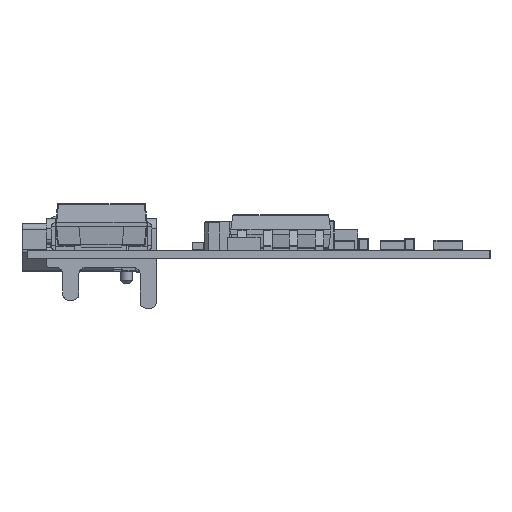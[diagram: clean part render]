
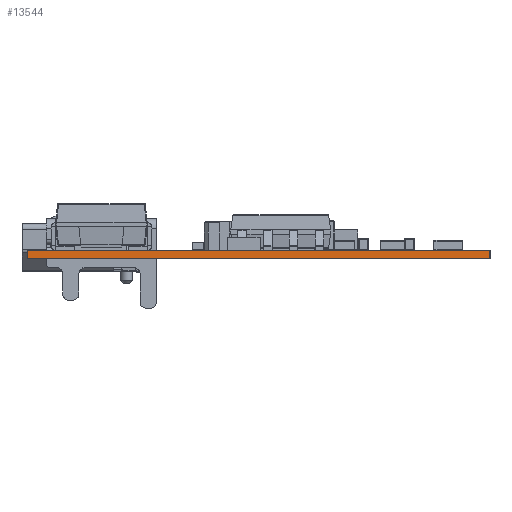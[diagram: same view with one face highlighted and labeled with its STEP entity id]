
A CAD part, left-side view. The second image highlights one B-rep face of the part: STEP entity #13544.
In plain terms, the highlighted planar face has unit normal (-1, 0, 0).
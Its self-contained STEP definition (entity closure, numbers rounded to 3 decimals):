
#13446 = EDGE_CURVE('',#13447,#13449,#13451,.T.);
#13447 = VERTEX_POINT('',#13448);
#13448 = CARTESIAN_POINT('',(78.359,94.234,-0.411));
#13449 = VERTEX_POINT('',#13450);
#13450 = CARTESIAN_POINT('',(78.359,94.234,0.));
#13451 = LINE('',#13452,#13453);
#13452 = CARTESIAN_POINT('',(78.359,94.234,-0.411));
#13453 = VECTOR('',#13454,1.);
#13454 = DIRECTION('',(0.,0.,1.));
#13519 = VERTEX_POINT('',#13520);
#13520 = CARTESIAN_POINT('',(78.359,116.967,0.));
#13526 = EDGE_CURVE('',#13527,#13519,#13529,.T.);
#13527 = VERTEX_POINT('',#13528);
#13528 = CARTESIAN_POINT('',(78.359,116.967,-0.411));
#13529 = LINE('',#13530,#13531);
#13530 = CARTESIAN_POINT('',(78.359,116.967,-0.411));
#13531 = VECTOR('',#13532,1.);
#13532 = DIRECTION('',(0.,0.,1.));
#13544 = ADVANCED_FACE('',(#13545),#13561,.F.);
#13545 = FACE_BOUND('',#13546,.F.);
#13546 = EDGE_LOOP('',(#13547,#13548,#13554,#13555));
#13547 = ORIENTED_EDGE('',*,*,#13526,.T.);
#13548 = ORIENTED_EDGE('',*,*,#13549,.T.);
#13549 = EDGE_CURVE('',#13519,#13449,#13550,.T.);
#13550 = LINE('',#13551,#13552);
#13551 = CARTESIAN_POINT('',(78.359,116.967,0.));
#13552 = VECTOR('',#13553,1.);
#13553 = DIRECTION('',(0.,-1.,0.));
#13554 = ORIENTED_EDGE('',*,*,#13446,.F.);
#13555 = ORIENTED_EDGE('',*,*,#13556,.F.);
#13556 = EDGE_CURVE('',#13527,#13447,#13557,.T.);
#13557 = LINE('',#13558,#13559);
#13558 = CARTESIAN_POINT('',(78.359,116.967,-0.411));
#13559 = VECTOR('',#13560,1.);
#13560 = DIRECTION('',(0.,-1.,0.));
#13561 = PLANE('',#13562);
#13562 = AXIS2_PLACEMENT_3D('',#13563,#13564,#13565);
#13563 = CARTESIAN_POINT('',(78.359,116.967,-0.411));
#13564 = DIRECTION('',(1.,0.,0.));
#13565 = DIRECTION('',(0.,-1.,0.));
